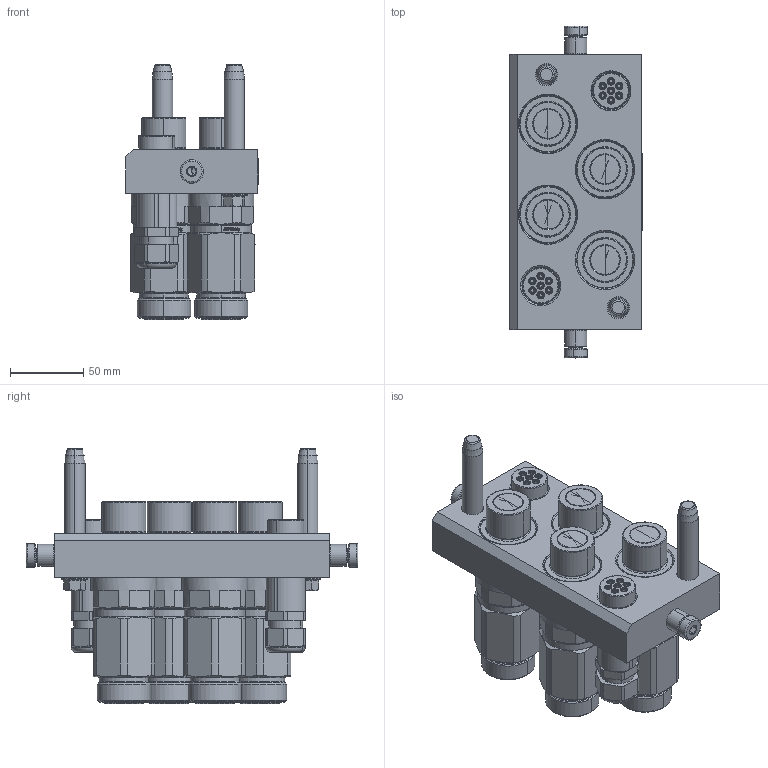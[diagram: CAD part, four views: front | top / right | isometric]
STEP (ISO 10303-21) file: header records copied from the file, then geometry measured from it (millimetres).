
FILE_DESCRIPTION (( 'STEP AP214' ), '1' );
FILE_NAME ('FASTER.step', '2024-09-12T00:34:32', ( '' ), ( '' ), 'SwSTEP 2.0', 'SolidWorks 2017', '' );
FILE_SCHEMA (( 'AUTOMOTIVE_DESIGN' ));
Length unit declared in the file: millimetre
Products named in the file (13): 4830_028_1000_011.prt; conn_7p_m; et002; 3ffnp3411_1sm; 4850_010_8000_000.prt; P6I_M_BASE; 4830_013_3000_030; corspel08-7_m; 4830_044_0000_000; FASTER; 4830_021_1000_000.prt; 1540_080_0008_000.prt; 3ffnp3411_34sm
Assembly tree (22 placements, depth 3):
  FASTER
    P6I_M_BASE
      4850_010_8000_000.prt
      4830_021_1000_000.prt  x2
      4830_028_1000_011.prt  x2
      1540_080_0008_000.prt  x2
      4830_013_3000_030  x2
    3ffnp3411_34sm  x4
      3ffnp3411_1sm
    conn_7p_m  x2
      4830_044_0000_000
      corspel08-7_m
    et002
Bounding box: 90.3 x 226.6 x 174.07 mm (x, y, z)
Volume: 2473.8 mm3; surface area: 214151.2 mm2
Topology: 3 solids, 94 shells, 2481 faces, 7309 edges, 4804 vertices
Faces by surface type: plane 1179, cylinder 536, cone 412, torus 212, bspline 130, sphere 12
Entity records: 49909 total; most frequent: CARTESIAN_POINT 13226, ORIENTED_EDGE 6390, DIRECTION 6265, EDGE_CURVE 3422, VERTEX_POINT 2236, VECTOR 2097, LINE 2097, AXIS2_PLACEMENT_3D 2084
